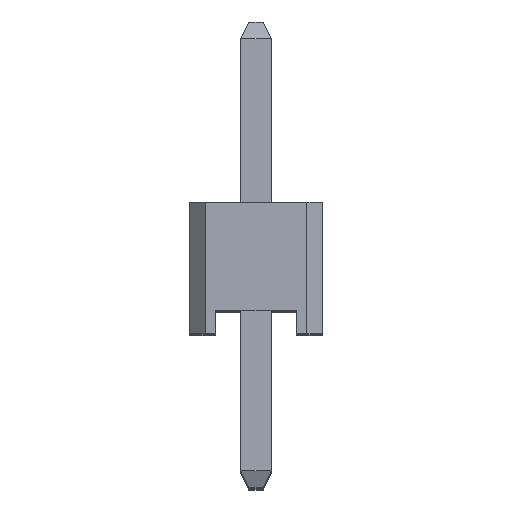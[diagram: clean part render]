
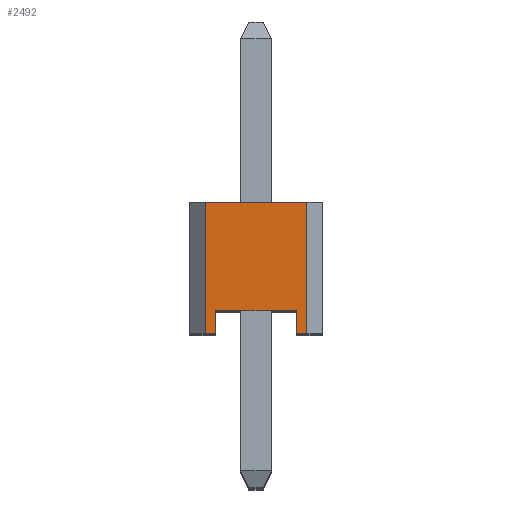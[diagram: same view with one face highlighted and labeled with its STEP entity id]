
A CAD part, top view. The second image highlights one B-rep face of the part: STEP entity #2492.
In plain terms, the highlighted planar face has unit normal (0, 0, 1).
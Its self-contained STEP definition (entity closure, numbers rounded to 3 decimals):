
#135 = DIRECTION ( 'NONE',  ( 1., 0., 0. ) ) ;
#232 = CARTESIAN_POINT ( 'NONE',  ( 0.3, 2.5, 22.86 ) ) ;
#676 = VECTOR ( 'NONE', #2959, 1000. ) ;
#719 = EDGE_CURVE ( 'NONE', #13623, #7210, #9057, .T. ) ;
#739 = CARTESIAN_POINT ( 'NONE',  ( 0.3, 2.5, 22.86 ) ) ;
#811 = DIRECTION ( 'NONE',  ( 1., 0., 0. ) ) ;
#1039 = EDGE_CURVE ( 'NONE', #7424, #10009, #13464, .T. ) ;
#1183 = LINE ( 'NONE', #9520, #8359 ) ;
#1716 = EDGE_CURVE ( 'NONE', #6006, #11476, #6878, .T. ) ;
#1937 = LINE ( 'NONE', #739, #9515 ) ;
#2492 = ADVANCED_FACE ( 'NONE', ( #3463 ), #4268, .F. ) ;
#2741 = ORIENTED_EDGE ( 'NONE', *, *, #3202, .T. ) ;
#2959 = DIRECTION ( 'NONE',  ( 0., -1., 0. ) ) ;
#3202 = EDGE_CURVE ( 'NONE', #10009, #13606, #1183, .T. ) ;
#3252 = DIRECTION ( 'NONE',  ( 0., 0., -1. ) ) ;
#3463 = FACE_OUTER_BOUND ( 'NONE', #6457, .T. ) ;
#3705 = VECTOR ( 'NONE', #10199, 1000. ) ;
#4268 = PLANE ( 'NONE',  #7477 ) ;
#4421 = VERTEX_POINT ( 'NONE', #11265 ) ;
#4437 = CARTESIAN_POINT ( 'NONE',  ( 2.04, 0., 22.86 ) ) ;
#4666 = CARTESIAN_POINT ( 'NONE',  ( 2.24, 2.5, 22.86 ) ) ;
#4705 = EDGE_CURVE ( 'NONE', #7424, #4421, #1937, .T. ) ;
#4938 = ORIENTED_EDGE ( 'NONE', *, *, #1039, .T. ) ;
#5182 = ORIENTED_EDGE ( 'NONE', *, *, #4705, .F. ) ;
#5753 = CARTESIAN_POINT ( 'NONE',  ( 0.5, 0.44, 22.86 ) ) ;
#5818 = ORIENTED_EDGE ( 'NONE', *, *, #719, .F. ) ;
#5848 = CARTESIAN_POINT ( 'NONE',  ( 0.5, 0.44, 22.86 ) ) ;
#6006 = VERTEX_POINT ( 'NONE', #4437 ) ;
#6235 = ORIENTED_EDGE ( 'NONE', *, *, #9699, .T. ) ;
#6457 = EDGE_LOOP ( 'NONE', ( #5818, #6235, #11060, #13558, #5182, #4938, #2741, #12345 ) ) ;
#6716 = LINE ( 'NONE', #12960, #13713 ) ;
#6754 = VECTOR ( 'NONE', #7138, 1000. ) ;
#6878 = LINE ( 'NONE', #12132, #7366 ) ;
#7055 = LINE ( 'NONE', #4666, #13515 ) ;
#7138 = DIRECTION ( 'NONE',  ( 0., -1., 0. ) ) ;
#7210 = VERTEX_POINT ( 'NONE', #5753 ) ;
#7223 = CARTESIAN_POINT ( 'NONE',  ( 2.24, 0., 22.86 ) ) ;
#7366 = VECTOR ( 'NONE', #7855, 1000. ) ;
#7424 = VERTEX_POINT ( 'NONE', #13648 ) ;
#7477 = AXIS2_PLACEMENT_3D ( 'NONE', #232, #3252, #10804 ) ;
#7855 = DIRECTION ( 'NONE',  ( 1., 0., 0. ) ) ;
#8208 = CARTESIAN_POINT ( 'NONE',  ( 2.04, 0.44, 22.86 ) ) ;
#8359 = VECTOR ( 'NONE', #135, 1000. ) ;
#8447 = LINE ( 'NONE', #10509, #6754 ) ;
#8953 = DIRECTION ( 'NONE',  ( 0., -1., 0. ) ) ;
#9057 = LINE ( 'NONE', #5848, #3705 ) ;
#9284 = CARTESIAN_POINT ( 'NONE',  ( 0.5, 0., 22.86 ) ) ;
#9515 = VECTOR ( 'NONE', #811, 1000. ) ;
#9520 = CARTESIAN_POINT ( 'NONE',  ( 0.3, 0., 22.86 ) ) ;
#9699 = EDGE_CURVE ( 'NONE', #13623, #6006, #6716, .T. ) ;
#10009 = VERTEX_POINT ( 'NONE', #13232 ) ;
#10199 = DIRECTION ( 'NONE',  ( -1., 0., 0. ) ) ;
#10509 = CARTESIAN_POINT ( 'NONE',  ( 0.5, 0.44, 22.86 ) ) ;
#10804 = DIRECTION ( 'NONE',  ( -1., 0., 0. ) ) ;
#11060 = ORIENTED_EDGE ( 'NONE', *, *, #1716, .T. ) ;
#11265 = CARTESIAN_POINT ( 'NONE',  ( 2.24, 2.5, 22.86 ) ) ;
#11476 = VERTEX_POINT ( 'NONE', #7223 ) ;
#11671 = EDGE_CURVE ( 'NONE', #7210, #13606, #8447, .T. ) ;
#12132 = CARTESIAN_POINT ( 'NONE',  ( 0.3, 0., 22.86 ) ) ;
#12345 = ORIENTED_EDGE ( 'NONE', *, *, #11671, .F. ) ;
#12530 = CARTESIAN_POINT ( 'NONE',  ( 0.3, 2.5, 22.86 ) ) ;
#12960 = CARTESIAN_POINT ( 'NONE',  ( 2.04, 0.44, 22.86 ) ) ;
#13232 = CARTESIAN_POINT ( 'NONE',  ( 0.3, 0., 22.86 ) ) ;
#13382 = EDGE_CURVE ( 'NONE', #4421, #11476, #7055, .T. ) ;
#13464 = LINE ( 'NONE', #12530, #676 ) ;
#13513 = DIRECTION ( 'NONE',  ( 0., -1., 0. ) ) ;
#13515 = VECTOR ( 'NONE', #13513, 1000. ) ;
#13558 = ORIENTED_EDGE ( 'NONE', *, *, #13382, .F. ) ;
#13606 = VERTEX_POINT ( 'NONE', #9284 ) ;
#13623 = VERTEX_POINT ( 'NONE', #8208 ) ;
#13648 = CARTESIAN_POINT ( 'NONE',  ( 0.3, 2.5, 22.86 ) ) ;
#13713 = VECTOR ( 'NONE', #8953, 1000. ) ;
